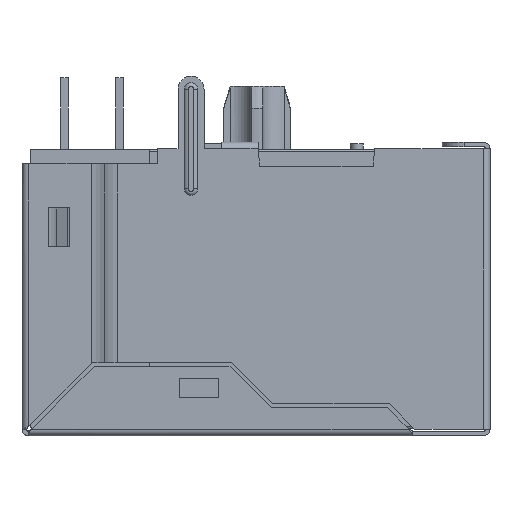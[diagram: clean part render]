
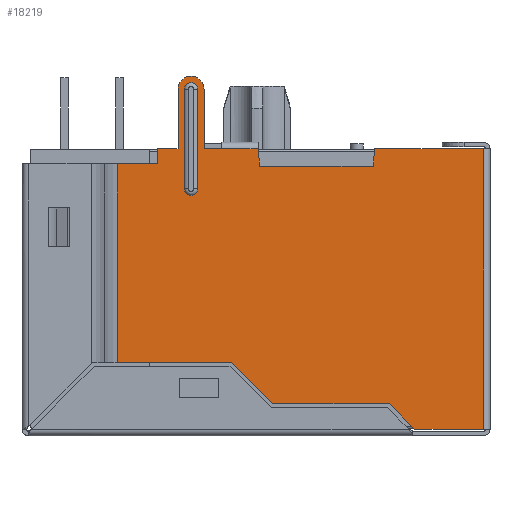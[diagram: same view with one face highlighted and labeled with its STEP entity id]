
A CAD part, left-side view. The second image highlights one B-rep face of the part: STEP entity #18219.
In plain terms, the highlighted planar face has unit normal (-1, 0, 0).
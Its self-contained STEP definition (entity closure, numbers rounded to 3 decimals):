
#667=CIRCLE('',#19001,0.6);
#668=CIRCLE('',#19002,0.3);
#669=CIRCLE('',#19003,0.3);
#1244=ORIENTED_EDGE('',*,*,#5196,.F.);
#1245=ORIENTED_EDGE('',*,*,#5197,.T.);
#1246=ORIENTED_EDGE('',*,*,#4902,.T.);
#1247=ORIENTED_EDGE('',*,*,#5198,.F.);
#1248=ORIENTED_EDGE('',*,*,#5199,.F.);
#1249=ORIENTED_EDGE('',*,*,#5200,.F.);
#1250=ORIENTED_EDGE('',*,*,#5201,.T.);
#1251=ORIENTED_EDGE('',*,*,#5202,.T.);
#1252=ORIENTED_EDGE('',*,*,#5203,.T.);
#1253=ORIENTED_EDGE('',*,*,#5204,.T.);
#1254=ORIENTED_EDGE('',*,*,#5205,.T.);
#1255=ORIENTED_EDGE('',*,*,#5206,.T.);
#1256=ORIENTED_EDGE('',*,*,#5207,.T.);
#1257=ORIENTED_EDGE('',*,*,#5208,.T.);
#1258=ORIENTED_EDGE('',*,*,#5209,.T.);
#1259=ORIENTED_EDGE('',*,*,#5210,.T.);
#1260=ORIENTED_EDGE('',*,*,#5211,.T.);
#1261=ORIENTED_EDGE('',*,*,#5212,.F.);
#1262=ORIENTED_EDGE('',*,*,#5213,.F.);
#1263=ORIENTED_EDGE('',*,*,#5214,.T.);
#1264=ORIENTED_EDGE('',*,*,#5215,.T.);
#1265=ORIENTED_EDGE('',*,*,#5216,.T.);
#1266=ORIENTED_EDGE('',*,*,#5217,.T.);
#4902=EDGE_CURVE('',#6886,#6888,#8186,.T.);
#5196=EDGE_CURVE('',#7161,#7162,#8308,.T.);
#5197=EDGE_CURVE('',#7161,#6886,#8309,.T.);
#5198=EDGE_CURVE('',#7163,#6888,#8310,.T.);
#5199=EDGE_CURVE('',#7164,#7163,#667,.T.);
#5200=EDGE_CURVE('',#7165,#7164,#8311,.T.);
#5201=EDGE_CURVE('',#7165,#7166,#8312,.T.);
#5202=EDGE_CURVE('',#7166,#7167,#8313,.T.);
#5203=EDGE_CURVE('',#7167,#7168,#8314,.T.);
#5204=EDGE_CURVE('',#7168,#7169,#8315,.T.);
#5205=EDGE_CURVE('',#7169,#7170,#8316,.T.);
#5206=EDGE_CURVE('',#7170,#7171,#8317,.T.);
#5207=EDGE_CURVE('',#7171,#7172,#8318,.T.);
#5208=EDGE_CURVE('',#7172,#7173,#8319,.T.);
#5209=EDGE_CURVE('',#7173,#7174,#8320,.T.);
#5210=EDGE_CURVE('',#7174,#7175,#8321,.T.);
#5211=EDGE_CURVE('',#7175,#7176,#8322,.T.);
#5212=EDGE_CURVE('',#7177,#7176,#8323,.T.);
#5213=EDGE_CURVE('',#7162,#7177,#8324,.T.);
#5214=EDGE_CURVE('',#7178,#7179,#668,.F.);
#5215=EDGE_CURVE('',#7179,#7180,#8325,.T.);
#5216=EDGE_CURVE('',#7180,#7181,#669,.F.);
#5217=EDGE_CURVE('',#7181,#7178,#8326,.T.);
#6886=VERTEX_POINT('',#23223);
#6888=VERTEX_POINT('',#23227);
#7161=VERTEX_POINT('',#24733);
#7162=VERTEX_POINT('',#24734);
#7163=VERTEX_POINT('',#24737);
#7164=VERTEX_POINT('',#24739);
#7165=VERTEX_POINT('',#24741);
#7166=VERTEX_POINT('',#24743);
#7167=VERTEX_POINT('',#24745);
#7168=VERTEX_POINT('',#24747);
#7169=VERTEX_POINT('',#24749);
#7170=VERTEX_POINT('',#24751);
#7171=VERTEX_POINT('',#24753);
#7172=VERTEX_POINT('',#24755);
#7173=VERTEX_POINT('',#24757);
#7174=VERTEX_POINT('',#24759);
#7175=VERTEX_POINT('',#24761);
#7176=VERTEX_POINT('',#24763);
#7177=VERTEX_POINT('',#24765);
#7178=VERTEX_POINT('',#24768);
#7179=VERTEX_POINT('',#24769);
#7180=VERTEX_POINT('',#24771);
#7181=VERTEX_POINT('',#24773);
#8186=LINE('',#23228,#9502);
#8308=LINE('',#24732,#9624);
#8309=LINE('',#24735,#9625);
#8310=LINE('',#24736,#9626);
#8311=LINE('',#24740,#9627);
#8312=LINE('',#24742,#9628);
#8313=LINE('',#24744,#9629);
#8314=LINE('',#24746,#9630);
#8315=LINE('',#24748,#9631);
#8316=LINE('',#24750,#9632);
#8317=LINE('',#24752,#9633);
#8318=LINE('',#24754,#9634);
#8319=LINE('',#24756,#9635);
#8320=LINE('',#24758,#9636);
#8321=LINE('',#24760,#9637);
#8322=LINE('',#24762,#9638);
#8323=LINE('',#24764,#9639);
#8324=LINE('',#24766,#9640);
#8325=LINE('',#24770,#9641);
#8326=LINE('',#24774,#9642);
#9502=VECTOR('',#19947,1000.);
#9624=VECTOR('',#20163,1000.);
#9625=VECTOR('',#20164,1000.);
#9626=VECTOR('',#20165,1000.);
#9627=VECTOR('',#20168,1000.);
#9628=VECTOR('',#20169,1000.);
#9629=VECTOR('',#20170,1000.);
#9630=VECTOR('',#20171,1000.);
#9631=VECTOR('',#20172,1000.);
#9632=VECTOR('',#20173,1000.);
#9633=VECTOR('',#20174,1000.);
#9634=VECTOR('',#20175,1000.);
#9635=VECTOR('',#20176,1000.);
#9636=VECTOR('',#20177,1000.);
#9637=VECTOR('',#20178,1000.);
#9638=VECTOR('',#20179,1000.);
#9639=VECTOR('',#20180,1000.);
#9640=VECTOR('',#20181,1000.);
#9641=VECTOR('',#20184,1000.);
#9642=VECTOR('',#20187,1000.);
#10858=EDGE_LOOP('',(#1244,#1245,#1246,#1247,#1248,#1249,#1250,#1251,#1252,
#1253,#1254,#1255,#1256,#1257,#1258,#1259,#1260,#1261,#1262));
#10859=EDGE_LOOP('',(#1263,#1264,#1265,#1266));
#11682=FACE_BOUND('',#10858,.T.);
#11683=FACE_BOUND('',#10859,.T.);
#12476=PLANE('',#19000);
#18219=ADVANCED_FACE('',(#11682,#11683),#12476,.T.);
#19000=AXIS2_PLACEMENT_3D('',#24731,#20161,#20162);
#19001=AXIS2_PLACEMENT_3D('',#24738,#20166,#20167);
#19002=AXIS2_PLACEMENT_3D('',#24767,#20182,#20183);
#19003=AXIS2_PLACEMENT_3D('',#24772,#20185,#20186);
#19947=DIRECTION('',(0.,1.,0.));
#20161=DIRECTION('',(-1.,0.,0.));
#20162=DIRECTION('',(0.,0.,1.));
#20163=DIRECTION('',(0.,-0.086,-0.996));
#20164=DIRECTION('',(0.,1.,0.));
#20165=DIRECTION('',(0.,0.,-1.));
#20166=DIRECTION('',(1.,0.,0.));
#20167=DIRECTION('',(0.,1.,0.));
#20168=DIRECTION('',(0.,0.,1.));
#20169=DIRECTION('',(0.,1.,0.));
#20170=DIRECTION('',(0.,0.,-1.));
#20171=DIRECTION('',(0.,1.,0.));
#20172=DIRECTION('',(0.,0.,-1.));
#20173=DIRECTION('',(0.,-1.,0.));
#20174=DIRECTION('',(0.,-0.707,-0.707));
#20175=DIRECTION('',(0.,-1.,0.));
#20176=DIRECTION('',(0.,-0.707,-0.707));
#20177=DIRECTION('',(0.,-1.,0.));
#20178=DIRECTION('',(0.,0.,1.));
#20179=DIRECTION('',(0.,1.,0.));
#20180=DIRECTION('',(0.,-0.086,0.996));
#20181=DIRECTION('',(0.,-1.,0.));
#20182=DIRECTION('',(-1.,0.,0.));
#20183=DIRECTION('',(0.,0.,1.));
#20184=DIRECTION('',(0.,0.,1.));
#20185=DIRECTION('',(-1.,0.,0.));
#20186=DIRECTION('',(0.,0.,1.));
#20187=DIRECTION('',(0.,0.,-1.));
#23223=CARTESIAN_POINT('',(-8.,1.6,6.475));
#23227=CARTESIAN_POINT('',(-8.,2.4,6.475));
#23228=CARTESIAN_POINT('',(-8.,-10.63,6.475));
#24731=CARTESIAN_POINT('',(-8.,-10.63,-6.475));
#24732=CARTESIAN_POINT('',(-8.,-0.1,6.475));
#24733=CARTESIAN_POINT('',(-8.,-0.1,6.475));
#24734=CARTESIAN_POINT('',(-8.,-0.169,5.675));
#24735=CARTESIAN_POINT('',(-8.,-0.1,6.475));
#24736=CARTESIAN_POINT('',(-8.,2.4,9.225));
#24737=CARTESIAN_POINT('',(-8.,2.4,9.225));
#24738=CARTESIAN_POINT('',(-8.,3.,9.225));
#24739=CARTESIAN_POINT('',(-8.,3.6,9.225));
#24740=CARTESIAN_POINT('',(-8.,3.6,6.475));
#24741=CARTESIAN_POINT('',(-8.,3.6,6.475));
#24742=CARTESIAN_POINT('',(-8.,-10.63,6.475));
#24743=CARTESIAN_POINT('',(-8.,4.55,6.475));
#24744=CARTESIAN_POINT('',(-8.,4.55,6.475));
#24745=CARTESIAN_POINT('',(-8.,4.55,5.775));
#24746=CARTESIAN_POINT('',(-8.,4.55,5.775));
#24747=CARTESIAN_POINT('',(-8.,6.4,5.775));
#24748=CARTESIAN_POINT('',(-8.,6.4,5.775));
#24749=CARTESIAN_POINT('',(-8.,6.4,-3.391));
#24750=CARTESIAN_POINT('',(-8.,6.4,-3.391));
#24751=CARTESIAN_POINT('',(-8.,1.124,-3.391));
#24752=CARTESIAN_POINT('',(-8.,1.124,-3.391));
#24753=CARTESIAN_POINT('',(-8.,-0.776,-5.291));
#24754=CARTESIAN_POINT('',(-8.,-0.776,-5.291));
#24755=CARTESIAN_POINT('',(-8.,-6.146,-5.291));
#24756=CARTESIAN_POINT('',(-8.,-6.146,-5.291));
#24757=CARTESIAN_POINT('',(-8.,-7.33,-6.475));
#24758=CARTESIAN_POINT('',(-8.,-7.33,-6.475));
#24759=CARTESIAN_POINT('',(-8.,-10.5,-6.475));
#24760=CARTESIAN_POINT('',(-8.,-10.5,-6.475));
#24761=CARTESIAN_POINT('',(-8.,-10.5,6.475));
#24762=CARTESIAN_POINT('',(-8.,-10.63,6.475));
#24763=CARTESIAN_POINT('',(-8.,-5.475,6.475));
#24764=CARTESIAN_POINT('',(-8.,-5.406,5.675));
#24765=CARTESIAN_POINT('',(-8.,-5.406,5.675));
#24766=CARTESIAN_POINT('',(-8.,-0.169,5.675));
#24767=CARTESIAN_POINT('',(-8.,3.,4.625));
#24768=CARTESIAN_POINT('',(-8.,2.7,4.625));
#24769=CARTESIAN_POINT('',(-8.,3.3,4.625));
#24770=CARTESIAN_POINT('',(-8.,3.3,-6.475));
#24771=CARTESIAN_POINT('',(-8.,3.3,9.225));
#24772=CARTESIAN_POINT('',(-8.,3.,9.225));
#24773=CARTESIAN_POINT('',(-8.,2.7,9.225));
#24774=CARTESIAN_POINT('',(-8.,2.7,-6.475));
